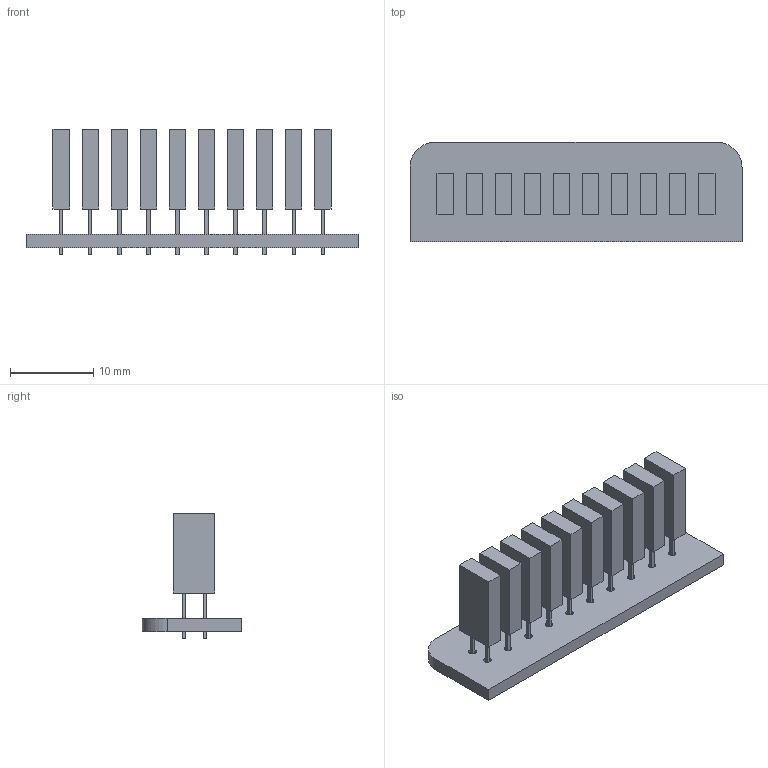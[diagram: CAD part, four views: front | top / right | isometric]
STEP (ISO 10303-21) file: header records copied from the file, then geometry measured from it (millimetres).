
FILE_DESCRIPTION(('KiCad electronic assembly'),'2;1');
FILE_NAME('led_board.step','2020-07-21T14:01:32',('An Author'),( 'A Company'),'Open CASCADE STEP processor 6.9', 'KiCad to STEP converter','Unknown');
FILE_SCHEMA(('AUTOMOTIVE_DESIGN { 1 0 10303 214 1 1 1 1 }'));
Length unit declared in the file: millimetre
Products named in the file (4): Open CASCADE STEP translator 6.9 1; LED_Rectangular_W5.0mm_H2.0mm; SOLID; COMPOUND
Assembly tree (12 placements, depth 3):
  Open CASCADE STEP translator 6.9 1
    LED_Rectangular_W5.0mm_H2.0mm  x10
      SOLID
    COMPOUND
Bounding box: 40 x 12 x 15.1 mm (x, y, z)
Volume: 1719.1 mm3; surface area: 2899.6 mm2
Topology: 11 solids, 11 shells, 188 faces, 438 edges, 292 vertices
Faces by surface type: plane 166, cylinder 22
Full cylindrical faces by diameter (mm): 0.9 x20
Entity records: 3192 total; most frequent: DIRECTION 500, CARTESIAN_POINT 475, LINE 254, VECTOR 254, ORIENTED_EDGE 228, PCURVE 228, DEFINITIONAL_REPRESENTATION 228, EDGE_CURVE 114
